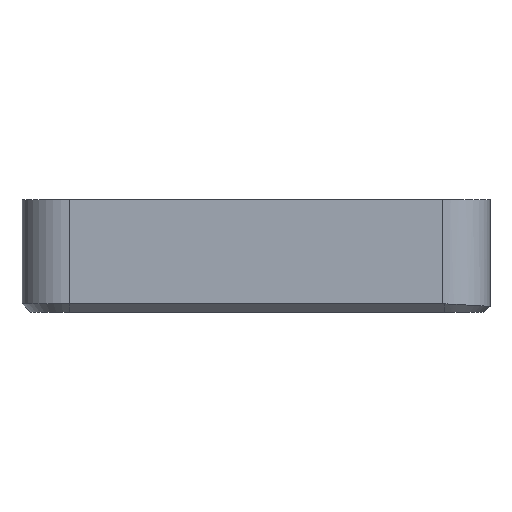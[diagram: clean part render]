
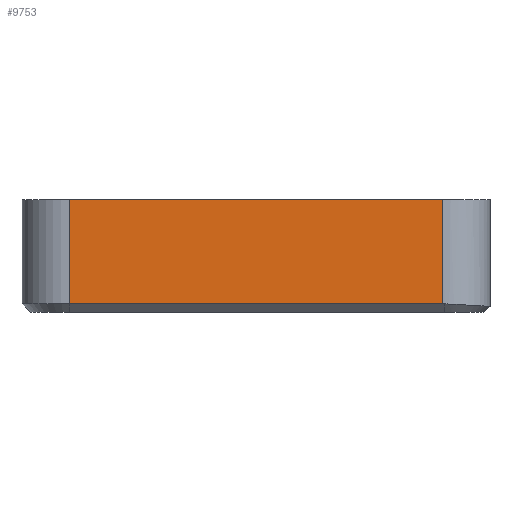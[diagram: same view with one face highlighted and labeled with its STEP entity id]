
A CAD part, left-side view. The second image highlights one B-rep face of the part: STEP entity #9753.
In plain terms, the highlighted planar face has unit normal (-1, 0, 0).
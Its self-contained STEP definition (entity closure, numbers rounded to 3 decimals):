
#9047=CARTESIAN_POINT('',(2.751,-626.414,-187.145));
#9048=VERTEX_POINT('',#9047);
#9057=CARTESIAN_POINT('',(2.751,-669.314,-187.145));
#9058=VERTEX_POINT('',#9057);
#9066=CARTESIAN_POINT('',(2.751,-669.314,-187.145));
#9067=DIRECTION('',(-0.,1.,0.));
#9068=VECTOR('',#9067,42.9);
#9069=LINE('',#9066,#9068);
#9070=EDGE_CURVE('',#9058,#9048,#9069,.T.);
#9118=CARTESIAN_POINT('',(2.751,-669.314,-175.145));
#9119=VERTEX_POINT('',#9118);
#9127=CARTESIAN_POINT('',(2.751,-669.314,-175.145));
#9128=DIRECTION('',(-0.,-0.,-1.));
#9129=VECTOR('',#9128,12.);
#9130=LINE('',#9127,#9129);
#9131=EDGE_CURVE('',#9119,#9058,#9130,.T.);
#9718=CARTESIAN_POINT('',(2.751,-626.414,-175.145));
#9719=VERTEX_POINT('',#9718);
#9720=CARTESIAN_POINT('',(2.751,-626.414,-175.145));
#9721=DIRECTION('',(-0.,0.,-1.));
#9722=VECTOR('',#9721,12.);
#9723=LINE('',#9720,#9722);
#9724=EDGE_CURVE('',#9719,#9048,#9723,.T.);
#9737=CARTESIAN_POINT('',(2.751,-669.614,-175.145));
#9738=DIRECTION('',(-1.,0.,0.));
#9739=DIRECTION('',(0.,1.,-0.));
#9740=AXIS2_PLACEMENT_3D('',#9737,#9738,#9739);
#9741=PLANE('',#9740);
#9742=ORIENTED_EDGE('',*,*,#9070,.F.);
#9743=ORIENTED_EDGE('',*,*,#9131,.F.);
#9744=CARTESIAN_POINT('',(2.751,-669.314,-175.145));
#9745=DIRECTION('',(0.,1.,0.));
#9746=VECTOR('',#9745,42.9);
#9747=LINE('',#9744,#9746);
#9748=EDGE_CURVE('',#9119,#9719,#9747,.T.);
#9749=ORIENTED_EDGE('',*,*,#9748,.T.);
#9750=ORIENTED_EDGE('',*,*,#9724,.T.);
#9751=EDGE_LOOP('',(#9742,#9743,#9749,#9750));
#9752=FACE_BOUND('',#9751,.T.);
#9753=ADVANCED_FACE('',(#9752),#9741,.T.);
